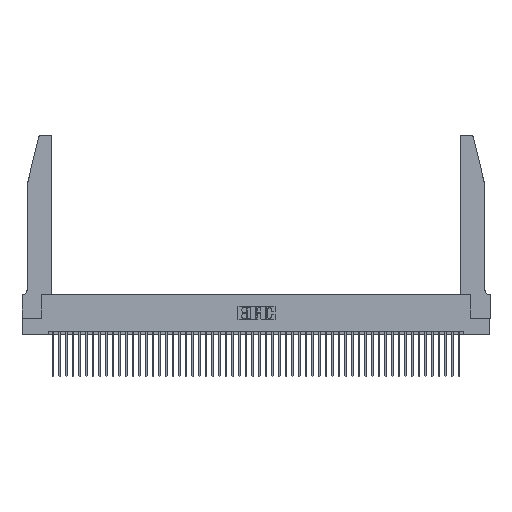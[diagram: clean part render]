
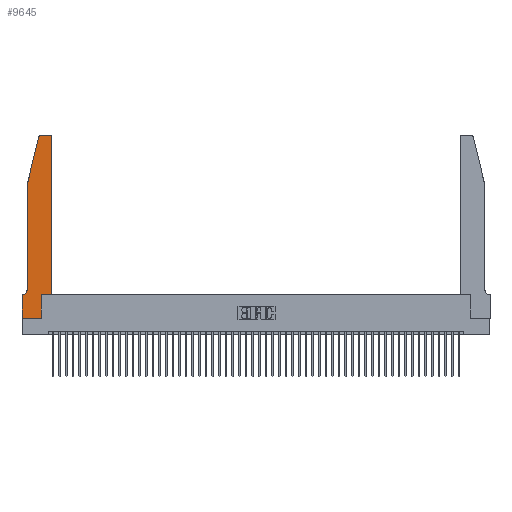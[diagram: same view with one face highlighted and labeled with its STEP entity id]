
A CAD part, top view. The second image highlights one B-rep face of the part: STEP entity #9645.
In plain terms, the highlighted planar face has unit normal (0, 0, 1).
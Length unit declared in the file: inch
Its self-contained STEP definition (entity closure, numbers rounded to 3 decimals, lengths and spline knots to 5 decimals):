
#58 = AXIS2_PLACEMENT_3D ( 'NONE', #43374, #762, #31761 ) ;
#762 = DIRECTION ( 'NONE',  ( 0., 0., -1. ) ) ;
#922 = CIRCLE ( 'NONE', #58, 0.07 ) ;
#1236 = AXIS2_PLACEMENT_3D ( 'NONE', #35292, #47319, #47150 ) ;
#1407 = CARTESIAN_POINT ( 'NONE',  ( 0.4505, 0.35, 0.37 ) ) ;
#2016 = LINE ( 'NONE', #15748, #22212 ) ;
#2353 = VERTEX_POINT ( 'NONE', #48280 ) ;
#2516 = ORIENTED_EDGE ( 'NONE', *, *, #32972, .T. ) ;
#2567 = CARTESIAN_POINT ( 'NONE',  ( 0., 0.35, 0.37 ) ) ;
#2589 = VECTOR ( 'NONE', #23444, 39.37008 ) ;
#2800 = CARTESIAN_POINT ( 'NONE',  ( 0.0755, 2., 0.37 ) ) ;
#3004 = EDGE_CURVE ( 'NONE', #25688, #10234, #36314, .T. ) ;
#3825 = ORIENTED_EDGE ( 'NONE', *, *, #31423, .T. ) ;
#4053 = ORIENTED_EDGE ( 'NONE', *, *, #47024, .T. ) ;
#4701 = EDGE_CURVE ( 'NONE', #24898, #31433, #41653, .T. ) ;
#5350 = ORIENTED_EDGE ( 'NONE', *, *, #18947, .T. ) ;
#6082 = CARTESIAN_POINT ( 'NONE',  ( 0.284, 2.75, 0.37 ) ) ;
#7153 = ORIENTED_EDGE ( 'NONE', *, *, #40386, .T. ) ;
#7330 = VERTEX_POINT ( 'NONE', #15583 ) ;
#7583 = AXIS2_PLACEMENT_3D ( 'NONE', #2567, #45899, #34240 ) ;
#7721 = DIRECTION ( 'NONE',  ( 0., -1., 0. ) ) ;
#8287 = ORIENTED_EDGE ( 'NONE', *, *, #4701, .T. ) ;
#9418 = DIRECTION ( 'NONE',  ( 0., 1., 0. ) ) ;
#9645 = ADVANCED_FACE ( 'NONE', ( #36971 ), #41924, .T. ) ;
#10234 = VERTEX_POINT ( 'NONE', #22397 ) ;
#10710 = CARTESIAN_POINT ( 'NONE',  ( 0.0755, 0.42, 0.37 ) ) ;
#11068 = AXIS2_PLACEMENT_3D ( 'NONE', #35030, #15832, #19803 ) ;
#11097 = EDGE_CURVE ( 'NONE', #2353, #25688, #33188, .T. ) ;
#11465 = CARTESIAN_POINT ( 'NONE',  ( 0., 0., 0.37 ) ) ;
#12251 = VECTOR ( 'NONE', #7721, 39.37008 ) ;
#12295 = CARTESIAN_POINT ( 'NONE',  ( 0., 0., 0.37 ) ) ;
#12565 = VERTEX_POINT ( 'NONE', #6082 ) ;
#14600 = DIRECTION ( 'NONE',  ( -0.239, -0.971, 0. ) ) ;
#15056 = CARTESIAN_POINT ( 'NONE',  ( 0.0055, 0.35, 0.37 ) ) ;
#15356 = ORIENTED_EDGE ( 'NONE', *, *, #40182, .T. ) ;
#15583 = CARTESIAN_POINT ( 'NONE',  ( 0.4505, 2.72, 0.37 ) ) ;
#15748 = CARTESIAN_POINT ( 'NONE',  ( 0.0755, 2., 0.37 ) ) ;
#15832 = DIRECTION ( 'NONE',  ( 0., 0., 1. ) ) ;
#15862 = LINE ( 'NONE', #2800, #29400 ) ;
#15939 = DIRECTION ( 'NONE',  ( 1., 0., 0. ) ) ;
#16110 = VECTOR ( 'NONE', #9418, 39.37008 ) ;
#17201 = LINE ( 'NONE', #11465, #12251 ) ;
#17655 = ORIENTED_EDGE ( 'NONE', *, *, #3004, .T. ) ;
#18856 = CARTESIAN_POINT ( 'NONE',  ( 0.0755, 0.35, 0.37 ) ) ;
#18947 = EDGE_CURVE ( 'NONE', #12565, #33792, #47876, .T. ) ;
#19586 = CARTESIAN_POINT ( 'NONE',  ( 0.2865, 0.35, 0.37 ) ) ;
#19803 = DIRECTION ( 'NONE',  ( 1., 0., 0. ) ) ;
#20684 = DIRECTION ( 'NONE',  ( 1., 0., 0. ) ) ;
#22212 = VECTOR ( 'NONE', #23511, 39.37008 ) ;
#22397 = CARTESIAN_POINT ( 'NONE',  ( 0.4505, 0.35, 0.37 ) ) ;
#22406 = CIRCLE ( 'NONE', #1236, 0.03 ) ;
#22701 = VECTOR ( 'NONE', #15939, 39.37008 ) ;
#23444 = DIRECTION ( 'NONE',  ( -1., 0., 0. ) ) ;
#23511 = DIRECTION ( 'NONE',  ( 0., -1., 0. ) ) ;
#23956 = CARTESIAN_POINT ( 'NONE',  ( 0.4505, 0.35, 0.37 ) ) ;
#24898 = VERTEX_POINT ( 'NONE', #15056 ) ;
#25282 = LINE ( 'NONE', #38652, #2589 ) ;
#25688 = VERTEX_POINT ( 'NONE', #34690 ) ;
#28357 = EDGE_CURVE ( 'NONE', #7330, #47296, #22406, .T. ) ;
#28774 = ORIENTED_EDGE ( 'NONE', *, *, #11097, .T. ) ;
#28840 = VECTOR ( 'NONE', #42166, 39.37008 ) ;
#29400 = VECTOR ( 'NONE', #14600, 39.37008 ) ;
#30062 = ORIENTED_EDGE ( 'NONE', *, *, #46034, .T. ) ;
#31423 = EDGE_CURVE ( 'NONE', #31433, #44416, #17201, .T. ) ;
#31433 = VERTEX_POINT ( 'NONE', #34972 ) ;
#31483 = ORIENTED_EDGE ( 'NONE', *, *, #28357, .T. ) ;
#31761 = DIRECTION ( 'NONE',  ( -1., 0., 0. ) ) ;
#32550 = VECTOR ( 'NONE', #47504, 39.37008 ) ;
#32972 = EDGE_CURVE ( 'NONE', #47968, #24898, #922, .T. ) ;
#33188 = LINE ( 'NONE', #19586, #32550 ) ;
#33737 = CARTESIAN_POINT ( 'NONE',  ( 0.25487, 2.72718, 0.37 ) ) ;
#33792 = VERTEX_POINT ( 'NONE', #33737 ) ;
#34240 = DIRECTION ( 'NONE',  ( 1., 0., 0. ) ) ;
#34690 = CARTESIAN_POINT ( 'NONE',  ( 0.2865, 0.35, 0.37 ) ) ;
#34972 = CARTESIAN_POINT ( 'NONE',  ( 0., 0.35, 0.37 ) ) ;
#35030 = CARTESIAN_POINT ( 'NONE',  ( 0.284, 2.72, 0.37 ) ) ;
#35138 = LINE ( 'NONE', #1407, #16110 ) ;
#35292 = CARTESIAN_POINT ( 'NONE',  ( 0.4205, 2.72, 0.37 ) ) ;
#36314 = LINE ( 'NONE', #23956, #39996 ) ;
#36971 = FACE_OUTER_BOUND ( 'NONE', #39295, .T. ) ;
#38652 = CARTESIAN_POINT ( 'NONE',  ( 0.2605, 2.75, 0.37 ) ) ;
#39295 = EDGE_LOOP ( 'NONE', ( #42806, #5350, #15356, #30062, #2516, #8287, #3825, #7153, #28774, #17655, #4053, #31483 ) ) ;
#39297 = CARTESIAN_POINT ( 'NONE',  ( 0.0755, 2., 0.37 ) ) ;
#39426 = CARTESIAN_POINT ( 'NONE',  ( 0., 0., 0.37 ) ) ;
#39852 = VERTEX_POINT ( 'NONE', #39297 ) ;
#39996 = VECTOR ( 'NONE', #20684, 39.37008 ) ;
#40182 = EDGE_CURVE ( 'NONE', #33792, #39852, #15862, .T. ) ;
#40386 = EDGE_CURVE ( 'NONE', #44416, #2353, #44100, .T. ) ;
#41653 = LINE ( 'NONE', #18856, #28840 ) ;
#41924 = PLANE ( 'NONE',  #7583 ) ;
#42166 = DIRECTION ( 'NONE',  ( -1., 0., 0. ) ) ;
#42806 = ORIENTED_EDGE ( 'NONE', *, *, #44927, .T. ) ;
#42969 = CARTESIAN_POINT ( 'NONE',  ( 0.4205, 2.75, 0.37 ) ) ;
#43374 = CARTESIAN_POINT ( 'NONE',  ( 0.0055, 0.42, 0.37 ) ) ;
#44100 = LINE ( 'NONE', #39426, #22701 ) ;
#44416 = VERTEX_POINT ( 'NONE', #12295 ) ;
#44927 = EDGE_CURVE ( 'NONE', #47296, #12565, #25282, .T. ) ;
#45899 = DIRECTION ( 'NONE',  ( 0., 0., 1. ) ) ;
#46034 = EDGE_CURVE ( 'NONE', #39852, #47968, #2016, .T. ) ;
#47024 = EDGE_CURVE ( 'NONE', #10234, #7330, #35138, .T. ) ;
#47150 = DIRECTION ( 'NONE',  ( 1., 0., 0. ) ) ;
#47296 = VERTEX_POINT ( 'NONE', #42969 ) ;
#47319 = DIRECTION ( 'NONE',  ( 0., 0., 1. ) ) ;
#47504 = DIRECTION ( 'NONE',  ( 0., 1., 0. ) ) ;
#47876 = CIRCLE ( 'NONE', #11068, 0.03 ) ;
#47968 = VERTEX_POINT ( 'NONE', #10710 ) ;
#48280 = CARTESIAN_POINT ( 'NONE',  ( 0.2865, 0., 0.37 ) ) ;
